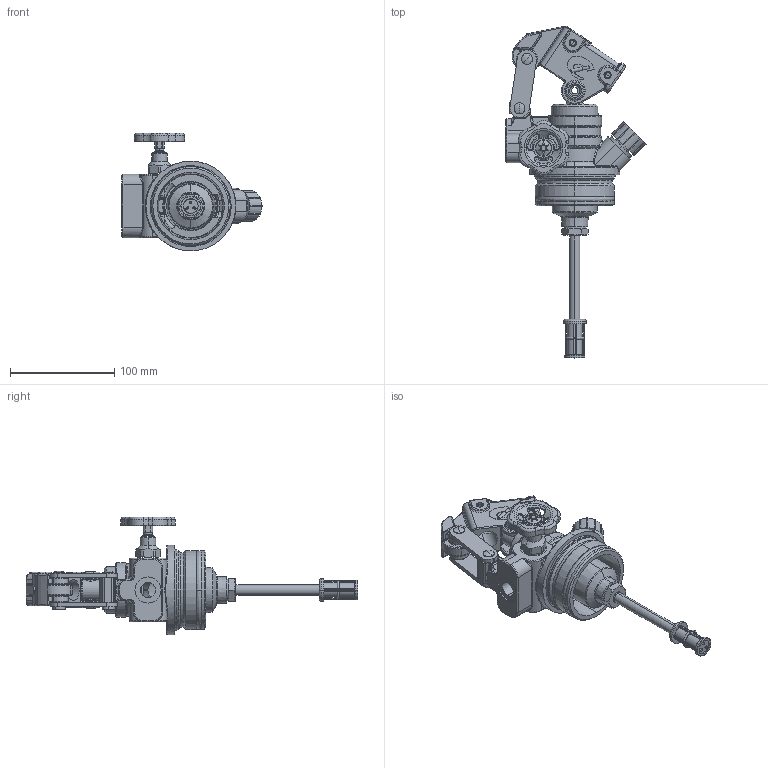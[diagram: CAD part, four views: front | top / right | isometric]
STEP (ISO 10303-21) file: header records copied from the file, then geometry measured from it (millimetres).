
FILE_DESCRIPTION (( 'STEP AP203' ), '1' );
FILE_NAME ('P12S1.STEP', '2011-06-08T07:23:19', ( 'Chapel' ), ( 'Chapel' ), 'SwSTEP 2.0', 'SolidWorks 2007', '' );
FILE_SCHEMA (( 'CONFIG_CONTROL_DESIGN' ));
Products named in the file (1): P12S1
Bounding box: 134.35 x 318.38 x 112.9 mm (x, y, z)
Surface area: 106116.2 mm2 (no closed solid volume)
Topology: 0 solids, 32 shells, 1111 faces, 3075 edges, 1900 vertices
Faces by surface type: cylinder 431, torus 238, plane 190, bspline 171, cone 71, sphere 10
Entity records: 43947 total; most frequent: CARTESIAN_POINT 16819, DIRECTION 5863, ORIENTED_EDGE 5500, EDGE_CURVE 3027, AXIS2_PLACEMENT_3D 2479, VERTEX_POINT 1898, CIRCLE 1538, EDGE_LOOP 1170
